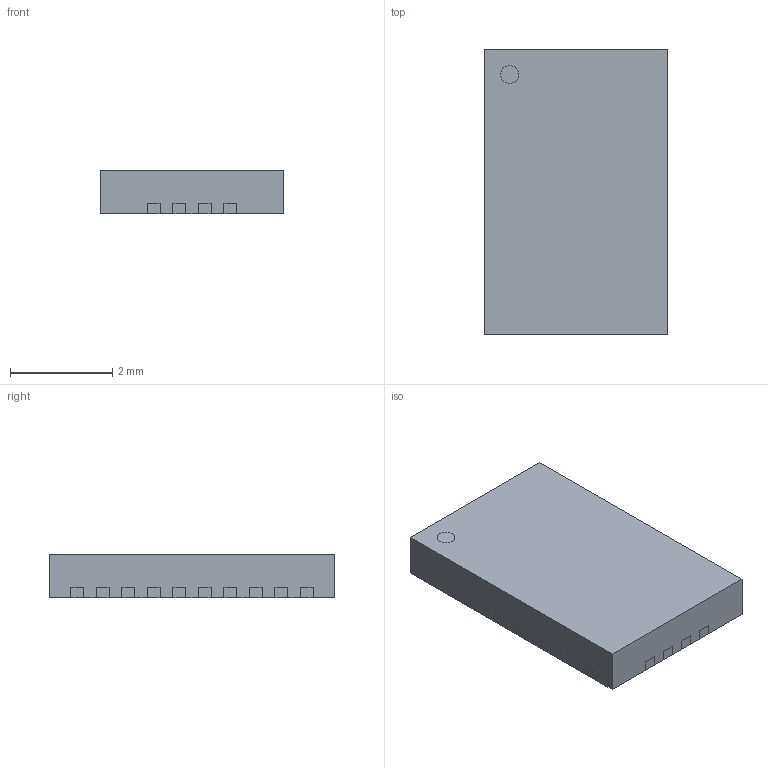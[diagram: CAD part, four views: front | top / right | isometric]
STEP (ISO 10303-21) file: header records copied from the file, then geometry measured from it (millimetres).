
FILE_DESCRIPTION(/* description */ (''),/* implementation_level */ '2;1');
FILE_NAME(/* name */ 'QFN50P350X550X85-29N-R215X415.stp',/* time_stamp */ '2016-06-03T11:12:40+02:00',/* author */ ('riccim'),/* organization */ ('SolidWorks'),/* preprocessor_version */ 'ST-DEVELOPER v15.5',/* originating_system */ 'AutoCAD Mechanical',/* authorisation */ ' ');
FILE_SCHEMA (('AUTOMOTIVE_DESIGN { 1 0 10303 214 3 1 1 }'));
Length unit declared in the file: millimetre
Products named in the file (1): Product
Bounding box: 3.6 x 5.6 x 0.85 mm (x, y, z)
Volume: 17.1 mm3; surface area: 95.3 mm2
Topology: 31 solids, 31 shells, 302 faces, 714 edges, 476 vertices
Faces by surface type: plane 244, cylinder 58
Full cylindrical faces by diameter (mm): 0.35 x2
Entity records: 8613 total; most frequent: CARTESIAN_POINT 1491, DIRECTION 1434, ORIENTED_EDGE 1424, EDGE_CURVE 712, LINE 596, VECTOR 596, VERTEX_POINT 476, AXIS2_PLACEMENT_3D 419
